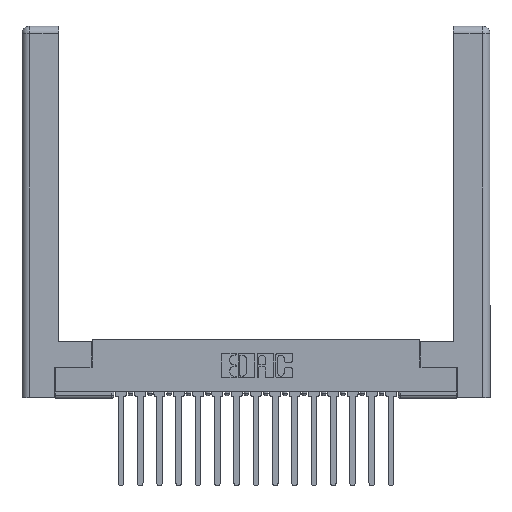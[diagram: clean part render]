
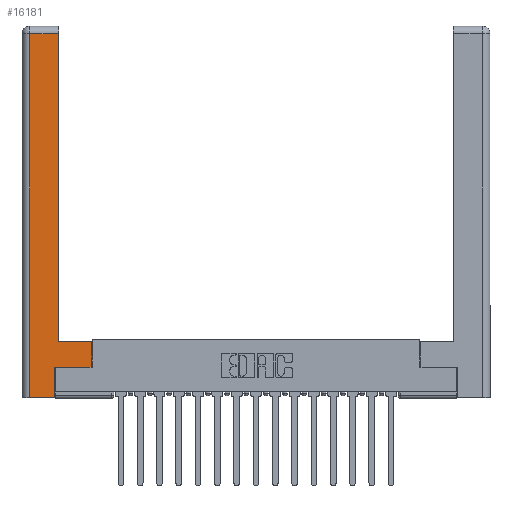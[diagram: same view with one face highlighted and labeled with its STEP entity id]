
A CAD part, top view. The second image highlights one B-rep face of the part: STEP entity #16181.
In plain terms, the highlighted planar face has unit normal (0, 0, 1).
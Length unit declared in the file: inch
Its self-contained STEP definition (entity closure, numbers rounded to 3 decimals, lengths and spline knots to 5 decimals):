
#199 = EDGE_CURVE ( 'NONE', #1756, #14828, #12028, .T. ) ;
#523 = VECTOR ( 'NONE', #18240, 39.37008 ) ;
#552 = EDGE_CURVE ( 'NONE', #1307, #8138, #1304, .T. ) ;
#700 = ORIENTED_EDGE ( 'NONE', *, *, #10644, .T. ) ;
#746 = ORIENTED_EDGE ( 'NONE', *, *, #955, .T. ) ;
#955 = EDGE_CURVE ( 'NONE', #1987, #10086, #9927, .T. ) ;
#1304 = LINE ( 'NONE', #3251, #3631 ) ;
#1307 = VERTEX_POINT ( 'NONE', #4238 ) ;
#1453 = VERTEX_POINT ( 'NONE', #12338 ) ;
#1654 = VECTOR ( 'NONE', #14841, 39.37008 ) ;
#1756 = VERTEX_POINT ( 'NONE', #11436 ) ;
#1948 = CARTESIAN_POINT ( 'NONE',  ( 0., 0., 0. ) ) ;
#1987 = VERTEX_POINT ( 'NONE', #4407 ) ;
#2145 = DIRECTION ( 'NONE',  ( 0., -1., 0. ) ) ;
#2825 = EDGE_CURVE ( 'NONE', #4166, #1756, #4059, .T. ) ;
#3251 = CARTESIAN_POINT ( 'NONE',  ( 0.265, 0.245, 0. ) ) ;
#3264 = CARTESIAN_POINT ( 'NONE',  ( 0.0615, 2.94, 0. ) ) ;
#3457 = PLANE ( 'NONE',  #16708 ) ;
#3631 = VECTOR ( 'NONE', #6205, 39.37008 ) ;
#4059 = LINE ( 'NONE', #3264, #523 ) ;
#4166 = VERTEX_POINT ( 'NONE', #11754 ) ;
#4238 = CARTESIAN_POINT ( 'NONE',  ( 0.265, 0., 0. ) ) ;
#4407 = CARTESIAN_POINT ( 'NONE',  ( 0.565, 0.45, 0. ) ) ;
#5118 = CARTESIAN_POINT ( 'NONE',  ( 0.295, 0.45, 0. ) ) ;
#5740 = VECTOR ( 'NONE', #15878, 39.37008 ) ;
#6096 = ORIENTED_EDGE ( 'NONE', *, *, #9616, .T. ) ;
#6205 = DIRECTION ( 'NONE',  ( 0., 1., 0. ) ) ;
#6923 = CARTESIAN_POINT ( 'NONE',  ( 0.295, 0.45, 0. ) ) ;
#7174 = CARTESIAN_POINT ( 'NONE',  ( 0.565, 0.45, 0. ) ) ;
#7586 = EDGE_LOOP ( 'NONE', ( #700, #7589, #10793, #9628, #10457, #14297, #6096, #746 ) ) ;
#7589 = ORIENTED_EDGE ( 'NONE', *, *, #2825, .T. ) ;
#7662 = DIRECTION ( 'NONE',  ( 1., 0., 0. ) ) ;
#8138 = VERTEX_POINT ( 'NONE', #11206 ) ;
#9478 = CARTESIAN_POINT ( 'NONE',  ( 0.0615, 0., 0. ) ) ;
#9616 = EDGE_CURVE ( 'NONE', #1453, #1987, #18438, .T. ) ;
#9628 = ORIENTED_EDGE ( 'NONE', *, *, #14832, .T. ) ;
#9721 = VECTOR ( 'NONE', #7662, 39.37008 ) ;
#9927 = LINE ( 'NONE', #6923, #5740 ) ;
#10086 = VERTEX_POINT ( 'NONE', #5118 ) ;
#10140 = LINE ( 'NONE', #15916, #16875 ) ;
#10457 = ORIENTED_EDGE ( 'NONE', *, *, #552, .T. ) ;
#10644 = EDGE_CURVE ( 'NONE', #10086, #4166, #13263, .T. ) ;
#10658 = VECTOR ( 'NONE', #2145, 39.37008 ) ;
#10793 = ORIENTED_EDGE ( 'NONE', *, *, #199, .T. ) ;
#11206 = CARTESIAN_POINT ( 'NONE',  ( 0.265, 0.245, 0. ) ) ;
#11436 = CARTESIAN_POINT ( 'NONE',  ( 0.0615, 2.94, 0. ) ) ;
#11754 = CARTESIAN_POINT ( 'NONE',  ( 0.295, 2.94, 0. ) ) ;
#12028 = LINE ( 'NONE', #9478, #10658 ) ;
#12256 = CARTESIAN_POINT ( 'NONE',  ( 0.565, 0.245, 0. ) ) ;
#12290 = EDGE_CURVE ( 'NONE', #8138, #1453, #16471, .T. ) ;
#12338 = CARTESIAN_POINT ( 'NONE',  ( 0.565, 0.245, 0. ) ) ;
#13082 = FACE_OUTER_BOUND ( 'NONE', #7586, .T. ) ;
#13263 = LINE ( 'NONE', #16996, #16765 ) ;
#14019 = DIRECTION ( 'NONE',  ( 0., 0., -1. ) ) ;
#14082 = DIRECTION ( 'NONE',  ( 0., 1., 0. ) ) ;
#14297 = ORIENTED_EDGE ( 'NONE', *, *, #12290, .T. ) ;
#14374 = CARTESIAN_POINT ( 'NONE',  ( 0.0615, 0., 0. ) ) ;
#14769 = DIRECTION ( 'NONE',  ( 1., 0., 0. ) ) ;
#14828 = VERTEX_POINT ( 'NONE', #14374 ) ;
#14832 = EDGE_CURVE ( 'NONE', #14828, #1307, #10140, .T. ) ;
#14841 = DIRECTION ( 'NONE',  ( 0., 1., 0. ) ) ;
#15878 = DIRECTION ( 'NONE',  ( -1., 0., 0. ) ) ;
#15916 = CARTESIAN_POINT ( 'NONE',  ( 0.265, 0., 0. ) ) ;
#16181 = ADVANCED_FACE ( 'NONE', ( #13082 ), #3457, .F. ) ;
#16471 = LINE ( 'NONE', #12256, #9721 ) ;
#16708 = AXIS2_PLACEMENT_3D ( 'NONE', #1948, #14019, #16997 ) ;
#16765 = VECTOR ( 'NONE', #14082, 39.37008 ) ;
#16875 = VECTOR ( 'NONE', #14769, 39.37008 ) ;
#16996 = CARTESIAN_POINT ( 'NONE',  ( 0.295, 3., 0. ) ) ;
#16997 = DIRECTION ( 'NONE',  ( -1., 0., 0. ) ) ;
#18240 = DIRECTION ( 'NONE',  ( -1., 0., 0. ) ) ;
#18438 = LINE ( 'NONE', #7174, #1654 ) ;
